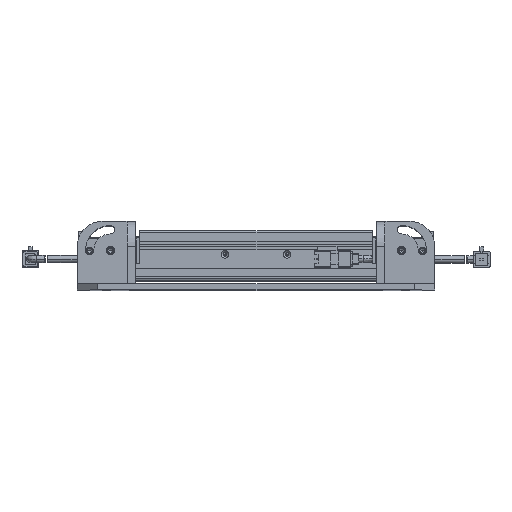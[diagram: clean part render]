
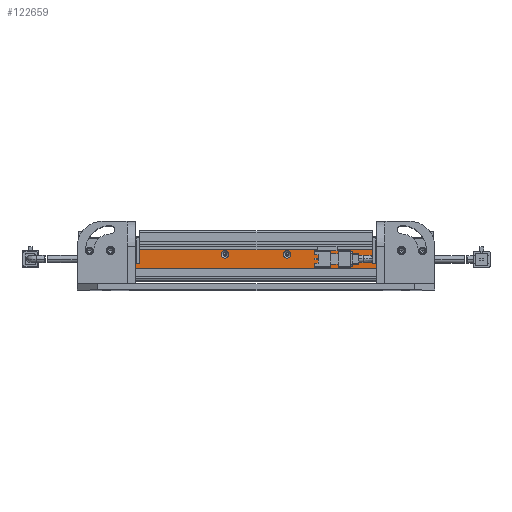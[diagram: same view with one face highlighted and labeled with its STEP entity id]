
A CAD part, top view. The second image highlights one B-rep face of the part: STEP entity #122659.
In plain terms, the highlighted planar face has unit normal (0, 0, 1).
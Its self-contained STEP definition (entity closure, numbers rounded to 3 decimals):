
#298 = DIRECTION ( 'NONE',  ( -1., 0., 0. ) ) ;
#1774 = VECTOR ( 'NONE', #83814, 1000. ) ;
#3331 = ORIENTED_EDGE ( 'NONE', *, *, #61710, .F. ) ;
#4726 = DIRECTION ( 'NONE',  ( 1., 0., 0. ) ) ;
#4766 = VERTEX_POINT ( 'NONE', #18341 ) ;
#5289 = DIRECTION ( 'NONE',  ( 0., 0., -1. ) ) ;
#5549 = LINE ( 'NONE', #96610, #113728 ) ;
#6845 = ORIENTED_EDGE ( 'NONE', *, *, #24425, .F. ) ;
#7334 = LINE ( 'NONE', #95480, #62978 ) ;
#9864 = AXIS2_PLACEMENT_3D ( 'NONE', #67949, #5289, #78513 ) ;
#10394 = VERTEX_POINT ( 'NONE', #70255 ) ;
#10777 = CARTESIAN_POINT ( 'NONE',  ( -58., 16.4, 85.5 ) ) ;
#11304 = VERTEX_POINT ( 'NONE', #23350 ) ;
#11724 = DIRECTION ( 'NONE',  ( -1., 0., 0. ) ) ;
#11889 = ORIENTED_EDGE ( 'NONE', *, *, #108755, .F. ) ;
#13799 = LINE ( 'NONE', #85053, #41699 ) ;
#14189 = VECTOR ( 'NONE', #298, 1000. ) ;
#14925 = CARTESIAN_POINT ( 'NONE',  ( 15., 14.1, 85.5 ) ) ;
#15636 = ORIENTED_EDGE ( 'NONE', *, *, #109369, .F. ) ;
#16239 = EDGE_CURVE ( 'NONE', #130276, #10394, #73978, .T. ) ;
#16349 = EDGE_CURVE ( 'NONE', #77188, #40760, #57452, .T. ) ;
#18341 = CARTESIAN_POINT ( 'NONE',  ( 56., 13.55, 85.5 ) ) ;
#20145 = ORIENTED_EDGE ( 'NONE', *, *, #105864, .F. ) ;
#20511 = EDGE_CURVE ( 'NONE', #78397, #10394, #126131, .T. ) ;
#23350 = CARTESIAN_POINT ( 'NONE',  ( 58., 9.9, 85.5 ) ) ;
#23510 = CARTESIAN_POINT ( 'NONE',  ( -15., 14.1, 85.5 ) ) ;
#24044 = ORIENTED_EDGE ( 'NONE', *, *, #38867, .T. ) ;
#24149 = CARTESIAN_POINT ( 'NONE',  ( -56., 16.4, 85.5 ) ) ;
#24214 = DIRECTION ( 'NONE',  ( 0., -1., 0. ) ) ;
#24425 = EDGE_CURVE ( 'NONE', #88735, #29584, #35751, .T. ) ;
#25475 = DIRECTION ( 'NONE',  ( 1., 0., 0. ) ) ;
#27533 = ORIENTED_EDGE ( 'NONE', *, *, #70375, .F. ) ;
#29462 = CARTESIAN_POINT ( 'NONE',  ( -13.2, 14.1, 85.5 ) ) ;
#29584 = VERTEX_POINT ( 'NONE', #47147 ) ;
#29771 = CIRCLE ( 'NONE', #103786, 1.8 ) ;
#30273 = CARTESIAN_POINT ( 'NONE',  ( 56., 10.25, 85.5 ) ) ;
#32239 = CIRCLE ( 'NONE', #128114, 1.8 ) ;
#34092 = DIRECTION ( 'NONE',  ( 1., 0., 0. ) ) ;
#35751 = LINE ( 'NONE', #38074, #63483 ) ;
#35977 = ORIENTED_EDGE ( 'NONE', *, *, #92464, .F. ) ;
#35982 = CARTESIAN_POINT ( 'NONE',  ( 56., 10.25, 85.5 ) ) ;
#37831 = VERTEX_POINT ( 'NONE', #29462 ) ;
#38074 = CARTESIAN_POINT ( 'NONE',  ( -58., -2.507, 85.5 ) ) ;
#38867 = EDGE_CURVE ( 'NONE', #77188, #29584, #7334, .T. ) ;
#40760 = VERTEX_POINT ( 'NONE', #24149 ) ;
#41699 = VECTOR ( 'NONE', #11724, 1000. ) ;
#42020 = CARTESIAN_POINT ( 'NONE',  ( -58., 7.2, 85.5 ) ) ;
#42093 = LINE ( 'NONE', #42020, #14189 ) ;
#44908 = VECTOR ( 'NONE', #24214, 1000. ) ;
#45091 = EDGE_CURVE ( 'NONE', #11304, #96033, #13799, .T. ) ;
#45284 = VERTEX_POINT ( 'NONE', #120272 ) ;
#47147 = CARTESIAN_POINT ( 'NONE',  ( -58., 9.9, 85.5 ) ) ;
#47574 = DIRECTION ( 'NONE',  ( 0., 0., 1. ) ) ;
#52671 = CARTESIAN_POINT ( 'NONE',  ( 56., 13.55, 85.5 ) ) ;
#53325 = DIRECTION ( 'NONE',  ( 0., 0., 1. ) ) ;
#54191 = EDGE_LOOP ( 'NONE', ( #67881, #130663, #76613, #20145, #118689, #120545, #24044, #6845, #115485, #107535, #77181, #35977 ) ) ;
#55553 = AXIS2_PLACEMENT_3D ( 'NONE', #23510, #96766, #34092 ) ;
#57096 = EDGE_CURVE ( 'NONE', #40760, #107899, #60983, .T. ) ;
#57452 = LINE ( 'NONE', #115519, #1774 ) ;
#57665 = VECTOR ( 'NONE', #73570, 1000. ) ;
#60983 = LINE ( 'NONE', #10777, #57665 ) ;
#61672 = EDGE_CURVE ( 'NONE', #86285, #88735, #42093, .T. ) ;
#61710 = EDGE_CURVE ( 'NONE', #94412, #79904, #32239, .T. ) ;
#62978 = VECTOR ( 'NONE', #105547, 1000. ) ;
#63483 = VECTOR ( 'NONE', #121808, 1000. ) ;
#66310 = FACE_OUTER_BOUND ( 'NONE', #54191, .T. ) ;
#67390 = DIRECTION ( 'NONE',  ( 0., 0., 1. ) ) ;
#67490 = PLANE ( 'NONE',  #9864 ) ;
#67833 = CIRCLE ( 'NONE', #71388, 1.8 ) ;
#67881 = ORIENTED_EDGE ( 'NONE', *, *, #16239, .T. ) ;
#67949 = CARTESIAN_POINT ( 'NONE',  ( -58., -2.507, 85.5 ) ) ;
#70255 = CARTESIAN_POINT ( 'NONE',  ( 54.45, 10.25, 85.5 ) ) ;
#70375 = EDGE_CURVE ( 'NONE', #45284, #37831, #110679, .T. ) ;
#71388 = AXIS2_PLACEMENT_3D ( 'NONE', #14925, #88267, #25475 ) ;
#72173 = LINE ( 'NONE', #52671, #100075 ) ;
#72595 = CARTESIAN_POINT ( 'NONE',  ( 16.8, 14.1, 85.5 ) ) ;
#73570 = DIRECTION ( 'NONE',  ( 1., 0., 0. ) ) ;
#73978 = LINE ( 'NONE', #30273, #129681 ) ;
#75997 = CARTESIAN_POINT ( 'NONE',  ( 56., -2.507, 85.5 ) ) ;
#76050 = DIRECTION ( 'NONE',  ( 0., -1., 0. ) ) ;
#76613 = ORIENTED_EDGE ( 'NONE', *, *, #93404, .T. ) ;
#76700 = EDGE_LOOP ( 'NONE', ( #15636, #27533 ) ) ;
#77181 = ORIENTED_EDGE ( 'NONE', *, *, #45091, .T. ) ;
#77188 = VERTEX_POINT ( 'NONE', #125876 ) ;
#78397 = VERTEX_POINT ( 'NONE', #127307 ) ;
#78513 = DIRECTION ( 'NONE',  ( -1., 0., 0. ) ) ;
#79904 = VERTEX_POINT ( 'NONE', #107648 ) ;
#81572 = CARTESIAN_POINT ( 'NONE',  ( -58., 7.2, 85.5 ) ) ;
#83814 = DIRECTION ( 'NONE',  ( 0., 1., 0. ) ) ;
#85053 = CARTESIAN_POINT ( 'NONE',  ( -58., 9.9, 85.5 ) ) ;
#86285 = VERTEX_POINT ( 'NONE', #119150 ) ;
#88094 = VECTOR ( 'NONE', #112513, 1000. ) ;
#88267 = DIRECTION ( 'NONE',  ( 0., 0., 1. ) ) ;
#88735 = VERTEX_POINT ( 'NONE', #81572 ) ;
#91108 = EDGE_CURVE ( 'NONE', #11304, #86285, #115998, .T. ) ;
#91716 = CARTESIAN_POINT ( 'NONE',  ( 56., 16.4, 85.5 ) ) ;
#92464 = EDGE_CURVE ( 'NONE', #130276, #96033, #128443, .T. ) ;
#92560 = DIRECTION ( 'NONE',  ( -1., 0., 0. ) ) ;
#93306 = AXIS2_PLACEMENT_3D ( 'NONE', #110291, #47574, #120822 ) ;
#93404 = EDGE_CURVE ( 'NONE', #78397, #4766, #72173, .T. ) ;
#94412 = VERTEX_POINT ( 'NONE', #72595 ) ;
#95480 = CARTESIAN_POINT ( 'NONE',  ( -58., 9.9, 85.5 ) ) ;
#96033 = VERTEX_POINT ( 'NONE', #129314 ) ;
#96610 = CARTESIAN_POINT ( 'NONE',  ( 56., -2.507, 85.5 ) ) ;
#96766 = DIRECTION ( 'NONE',  ( 0., 0., 1. ) ) ;
#100075 = VECTOR ( 'NONE', #126919, 1000. ) ;
#103459 = EDGE_LOOP ( 'NONE', ( #3331, #11889 ) ) ;
#103786 = AXIS2_PLACEMENT_3D ( 'NONE', #130214, #67390, #4726 ) ;
#105547 = DIRECTION ( 'NONE',  ( -1., 0., 0. ) ) ;
#105864 = EDGE_CURVE ( 'NONE', #107899, #4766, #5549, .T. ) ;
#107535 = ORIENTED_EDGE ( 'NONE', *, *, #91108, .F. ) ;
#107648 = CARTESIAN_POINT ( 'NONE',  ( 13.2, 14.1, 85.5 ) ) ;
#107899 = VERTEX_POINT ( 'NONE', #91716 ) ;
#108755 = EDGE_CURVE ( 'NONE', #79904, #94412, #67833, .T. ) ;
#109369 = EDGE_CURVE ( 'NONE', #37831, #45284, #29771, .T. ) ;
#110291 = CARTESIAN_POINT ( 'NONE',  ( 54.45, 11.9, 85.5 ) ) ;
#110679 = CIRCLE ( 'NONE', #55553, 1.8 ) ;
#112513 = DIRECTION ( 'NONE',  ( 0., -1., 0. ) ) ;
#113728 = VECTOR ( 'NONE', #76050, 1000. ) ;
#115485 = ORIENTED_EDGE ( 'NONE', *, *, #61672, .F. ) ;
#115519 = CARTESIAN_POINT ( 'NONE',  ( -56., -2.507, 85.5 ) ) ;
#115998 = LINE ( 'NONE', #122528, #88094 ) ;
#116265 = CARTESIAN_POINT ( 'NONE',  ( 15., 14.1, 85.5 ) ) ;
#118689 = ORIENTED_EDGE ( 'NONE', *, *, #57096, .F. ) ;
#119150 = CARTESIAN_POINT ( 'NONE',  ( 58., 7.2, 85.5 ) ) ;
#120272 = CARTESIAN_POINT ( 'NONE',  ( -16.8, 14.1, 85.5 ) ) ;
#120545 = ORIENTED_EDGE ( 'NONE', *, *, #16349, .F. ) ;
#120822 = DIRECTION ( 'NONE',  ( 0., 1., 0. ) ) ;
#121808 = DIRECTION ( 'NONE',  ( 0., 1., 0. ) ) ;
#122018 = FACE_BOUND ( 'NONE', #103459, .T. ) ;
#122528 = CARTESIAN_POINT ( 'NONE',  ( 58., -2.507, 85.5 ) ) ;
#122659 = ADVANCED_FACE ( 'NONE', ( #122018, #66310, #125300 ), #67490, .F. ) ;
#125300 = FACE_BOUND ( 'NONE', #76700, .T. ) ;
#125876 = CARTESIAN_POINT ( 'NONE',  ( -56., 9.9, 85.5 ) ) ;
#126131 = CIRCLE ( 'NONE', #93306, 1.65 ) ;
#126708 = DIRECTION ( 'NONE',  ( 1., 0., 0. ) ) ;
#126919 = DIRECTION ( 'NONE',  ( 1., 0., 0. ) ) ;
#127307 = CARTESIAN_POINT ( 'NONE',  ( 54.45, 13.55, 85.5 ) ) ;
#128114 = AXIS2_PLACEMENT_3D ( 'NONE', #116265, #53325, #126708 ) ;
#128443 = LINE ( 'NONE', #75997, #44908 ) ;
#129314 = CARTESIAN_POINT ( 'NONE',  ( 56., 9.9, 85.5 ) ) ;
#129681 = VECTOR ( 'NONE', #92560, 1000. ) ;
#130214 = CARTESIAN_POINT ( 'NONE',  ( -15., 14.1, 85.5 ) ) ;
#130276 = VERTEX_POINT ( 'NONE', #35982 ) ;
#130663 = ORIENTED_EDGE ( 'NONE', *, *, #20511, .F. ) ;
